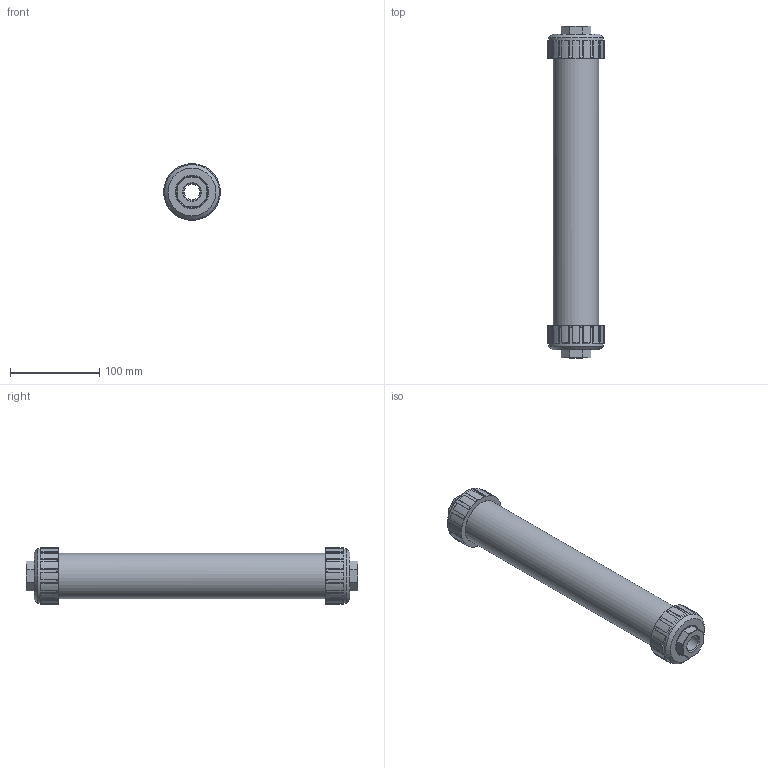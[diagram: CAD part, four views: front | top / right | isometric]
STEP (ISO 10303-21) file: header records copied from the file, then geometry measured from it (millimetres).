
FILE_DESCRIPTION((''),'2;1');
FILE_NAME('CVG-250-SS-50N_R2.iam.stp','2016-10-28T12:28:46',(''),(''),'Autodesk Inventor 2009','Autodesk Inventor 2009','');
FILE_SCHEMA(('AUTOMOTIVE_DESIGN { 1 0 10303 214 1 1 1 1 }'));
Length unit declared in the file: inch
Products named in the file (5): CVG-250-SS-50N_R2; CVG-3-250-METAL-NPT-50_R4; CVG-1-250-A_R0; CVG-6-250_R0; CVG-2-250_R5
Assembly tree (6 placements, depth 2):
  CVG-250-SS-50N_R2
    CVG-3-250-METAL-NPT-50_R4  x2
    CVG-1-250-A_R0
    CVG-6-250_R0  x2
    CVG-2-250_R5
Bounding box: 63.5 x 372.62 x 63.5 mm (x, y, z)
Volume: 337868.2 mm3; surface area: 226437.4 mm2
Topology: 6 solids, 6 shells, 308 faces, 751 edges, 473 vertices
Faces by surface type: bspline 130, plane 91, cone 52, cylinder 35
Full cylindrical faces by diameter (mm): 18.256 x2, 28.956 x2, 34.061 x2, 35.992 x1, 36.322 x2, 40.005 x1, 40.411 x2, 41.529 x2, 43.815 x4, 44.45 x1, 47.244 x2, 50.8 x8, 63.5 x2
Entity records: 9957 total; most frequent: CARTESIAN_POINT 6583, ORIENTED_EDGE 678, DIRECTION 592, EDGE_CURVE 339, VERTEX_POINT 244, AXIS2_PLACEMENT_3D 239, EDGE_LOOP 227, FACE_OUTER_BOUND 161
